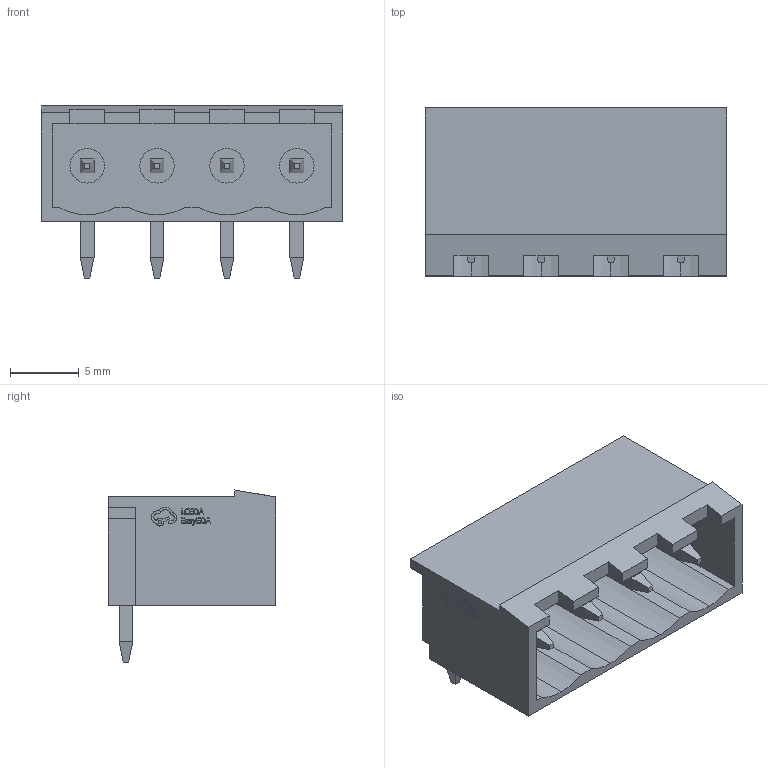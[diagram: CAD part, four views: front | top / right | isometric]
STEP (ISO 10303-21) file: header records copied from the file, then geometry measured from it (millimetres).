
FILE_DESCRIPTION(('FreeCAD Model'),'2;1');
FILE_NAME('Open CASCADE Shape Model','2024-05-20T17:34:32',(''),(''), 'Open CASCADE STEP processor 7.6','FreeCAD','Unknown');
FILE_SCHEMA(('AUTOMOTIVE_DESIGN { 1 0 10303 214 1 1 1 1 }'));
Length unit declared in the file: millimetre
Products named in the file (15): COMPOUND022; COMPOUND008; COMPOUND009; COMPOUND010; COMPOUND011; COMPOUND012; COMPOUND013; COMPOUND014; COMPOUND015; COMPOUND016; COMPOUND017; COMPOUND018; COMPOUND019; COMPOUND020; COMPOUND021
Assembly tree (14 placements, depth 2):
  COMPOUND022
    COMPOUND008
    COMPOUND009
    COMPOUND010
    COMPOUND011
    COMPOUND012
    COMPOUND013
    COMPOUND014
    COMPOUND015
    COMPOUND016
    COMPOUND017
    COMPOUND018
    COMPOUND019
    COMPOUND020
    COMPOUND021
Bounding box: 21.92 x 12.2 x 12.5 mm (x, y, z)
Volume: 875.8 mm3; surface area: 2032.4 mm2
Topology: 14 solids, 14 shells, 901 faces, 2467 edges, 1634 vertices
Faces by surface type: plane 587, bspline 290, cylinder 24
Entity records: 40672 total; most frequent: CARTESIAN_POINT 15539, ORIENTED_EDGE 4934, DIRECTION 3183, EDGE_CURVE 2467, LINE 1835, VECTOR 1835, VERTEX_POINT 1634, FACE_BOUND 953
